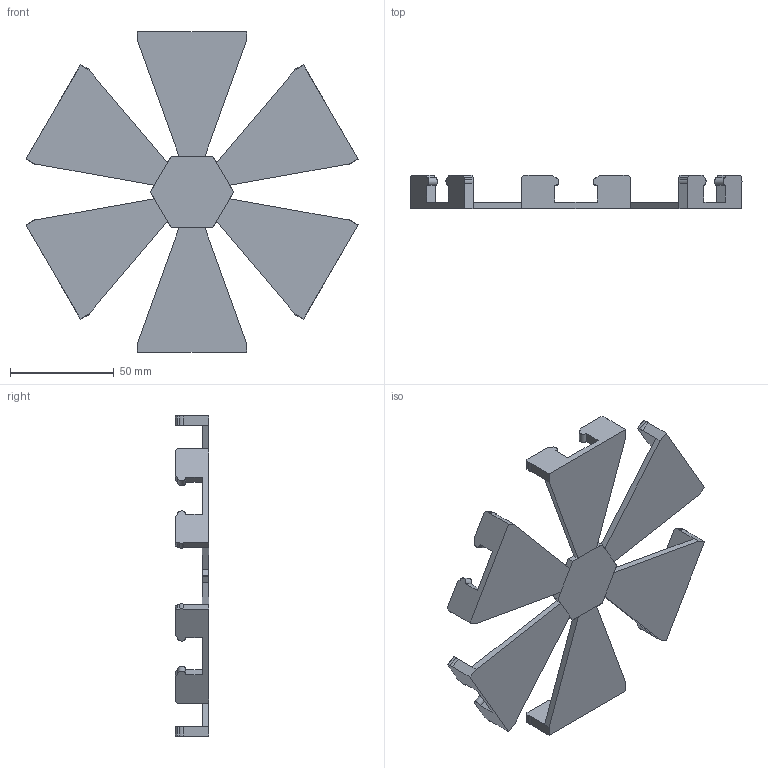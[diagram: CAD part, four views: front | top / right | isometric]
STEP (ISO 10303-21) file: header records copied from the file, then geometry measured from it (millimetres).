
FILE_DESCRIPTION(/* description */ (''),/* implementation_level */ '2;1');
FILE_NAME(/* name */ 'Hex LightConnectorsalt v1.stp',/* time_stamp */ '2025-09-12T00:14:40+02:00',/* author */ (''),/* organization */ (''),/* preprocessor_version */ 'ST-DEVELOPER v20.1',/* originating_system */ 'Autodesk Translation Framework v14.10.0.0',/* authorisation */ '');
FILE_SCHEMA (('AUTOMOTIVE_DESIGN { 1 0 10303 214 3 1 1 }'));
Length unit declared in the file: millimetre
Products named in the file (1): Hex Light_Connectors_alt
Bounding box: 159.79 x 16 x 154.14 mm (x, y, z)
Volume: 67363.2 mm3; surface area: 48590.9 mm2
Topology: 6 solids, 6 shells, 180 faces, 492 edges, 324 vertices
Faces by surface type: plane 156, cylinder 24
Entity records: 5636 total; most frequent: CARTESIAN_POINT 997, ORIENTED_EDGE 984, DIRECTION 902, EDGE_CURVE 492, LINE 444, VECTOR 444, VERTEX_POINT 324, AXIS2_PLACEMENT_3D 229
